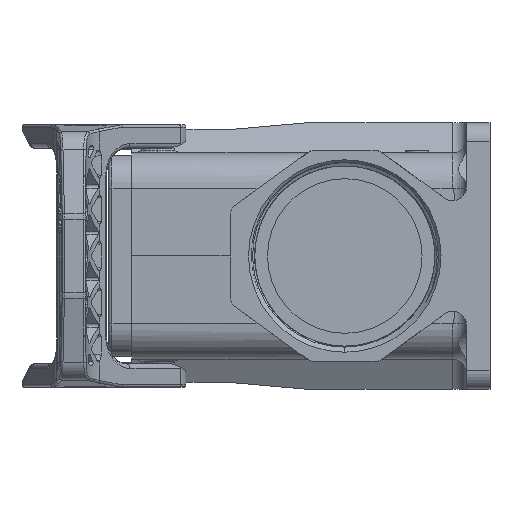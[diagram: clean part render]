
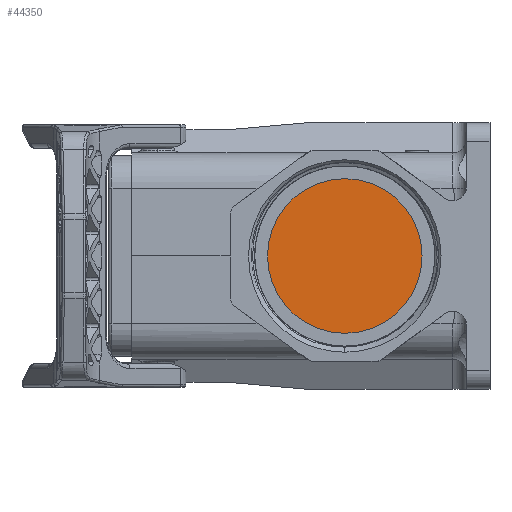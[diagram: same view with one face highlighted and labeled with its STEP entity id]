
A CAD part, left-side view. The second image highlights one B-rep face of the part: STEP entity #44350.
In plain terms, the highlighted planar face has unit normal (-1, 0, 0).
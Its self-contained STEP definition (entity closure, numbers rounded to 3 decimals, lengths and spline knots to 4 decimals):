
#16920=CARTESIAN_POINT('',(-1.4508,-1.5,0.));
#16921=DIRECTION('',(-1.,0.,0.));
#16922=DIRECTION('',(0.,0.,-1.));
#16923=AXIS2_PLACEMENT_3D('',#16920,#16921,#16922);
#16925=CARTESIAN_POINT('',(-1.4508,-1.5,0.));
#16926=DIRECTION('',(-1.,0.,0.));
#16927=DIRECTION('',(0.,0.,1.));
#16928=AXIS2_PLACEMENT_3D('',#16925,#16926,#16927);
#29462=CARTESIAN_POINT('',(-1.4508,-1.5,0.6496));
#29464=VERTEX_POINT('',#29462);
#29466=CARTESIAN_POINT('',(-1.4508,-1.5,-0.6496));
#29468=VERTEX_POINT('',#29466);
#44340=CARTESIAN_POINT('',(-1.4508,-1.5,0.));
#44341=DIRECTION('',(-1.,0.,0.));
#44342=DIRECTION('',(0.,0.,1.));
#44343=AXIS2_PLACEMENT_3D('',#44340,#44341,#44342);
#44344=PLANE('',#44343);
#44345=ORIENTED_EDGE('',*,*,#44330,.F.);
#44347=ORIENTED_EDGE('',*,*,#44346,.F.);
#44348=EDGE_LOOP('',(#44345,#44347));
#44349=FACE_OUTER_BOUND('',#44348,.F.);
#44350=ADVANCED_FACE('',(#44349),#44344,.T.);
#16924=CIRCLE('',#16923,0.6496);
#16929=CIRCLE('',#16928,0.6496);
#44330=EDGE_CURVE('',#29468,#29464,#16924,.T.);
#44346=EDGE_CURVE('',#29464,#29468,#16929,.T.);
